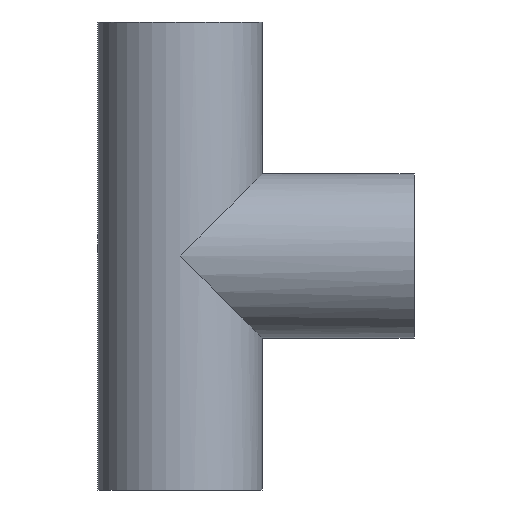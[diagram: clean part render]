
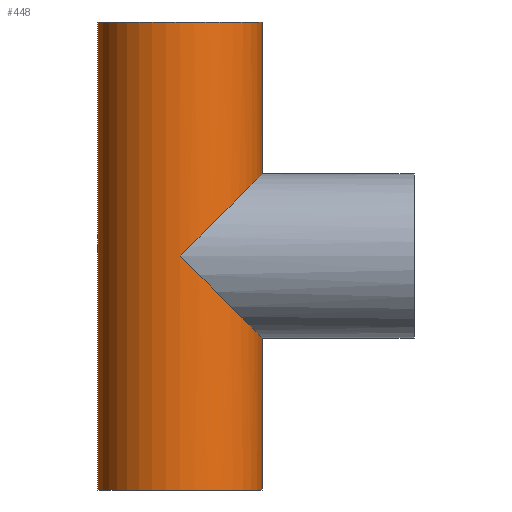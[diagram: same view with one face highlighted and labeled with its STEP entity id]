
A CAD part, front view. The second image highlights one B-rep face of the part: STEP entity #448.
In plain terms, the highlighted cylindrical face has radius 62.5 mm (diameter 125 mm), a partial arc.
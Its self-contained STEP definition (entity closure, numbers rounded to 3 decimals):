
#7 = DIRECTION ( 'NONE',  ( 0., 0., 1. ) ) ;
#9 = CARTESIAN_POINT ( 'NONE',  ( 0., -62.5, 0. ) ) ;
#13 = CARTESIAN_POINT ( 'NONE',  ( 62.5, -36.612, -62.5 ) ) ;
#19 = CARTESIAN_POINT ( 'NONE',  ( 36.612, -62.5, 36.612 ) ) ;
#24 = CYLINDRICAL_SURFACE ( 'NONE', #364, 62.5 ) ;
#28 = VERTEX_POINT ( 'NONE', #172 ) ;
#64 = CARTESIAN_POINT ( 'NONE',  ( 62.5, 0., 178. ) ) ;
#66 = EDGE_CURVE ( 'NONE', #387, #210, #437, .T. ) ;
#71 = CIRCLE ( 'NONE', #445, 62.5 ) ;
#73 = EDGE_CURVE ( 'NONE', #28, #201, #304, .T. ) ;
#74 = ORIENTED_EDGE ( 'NONE', *, *, #73, .F. ) ;
#75 = DIRECTION ( 'NONE',  ( 0., 0., -1. ) ) ;
#92 = CIRCLE ( 'NONE', #264, 62.5 ) ;
#93 = CARTESIAN_POINT ( 'NONE',  ( 0., 0., 178. ) ) ;
#124 = VECTOR ( 'NONE', #75, 1000. ) ;
#126 = EDGE_CURVE ( 'NONE', #211, #28, #372, .T. ) ;
#127 = DIRECTION ( 'NONE',  ( 0., 0., -1. ) ) ;
#141 = EDGE_LOOP ( 'NONE', ( #315, #450, #341, #207, #300, #156, #74 ) ) ;
#142 = VERTEX_POINT ( 'NONE', #178 ) ;
#155 = CARTESIAN_POINT ( 'NONE',  ( 62.5, 0., 62.5 ) ) ;
#156 = ORIENTED_EDGE ( 'NONE', *, *, #349, .F. ) ;
#159 = LINE ( 'NONE', #213, #258 ) ;
#160 = EDGE_CURVE ( 'NONE', #319, #210, #92, .T. ) ;
#161 = DIRECTION ( 'NONE',  ( -1., 0., 0. ) ) ;
#172 = CARTESIAN_POINT ( 'NONE',  ( 62.5, 0., 62.5 ) ) ;
#178 = CARTESIAN_POINT ( 'NONE',  ( -62.5, 0., 178. ) ) ;
#182 = DIRECTION ( 'NONE',  ( 0., 0., -1. ) ) ;
#189 = CARTESIAN_POINT ( 'NONE',  ( 36.612, -62.5, -36.612 ) ) ;
#201 = VERTEX_POINT ( 'NONE', #288 ) ;
#202 = VECTOR ( 'NONE', #182, 1000. ) ;
#205 = DIRECTION ( 'NONE',  ( 0., 0., 1. ) ) ;
#207 = ORIENTED_EDGE ( 'NONE', *, *, #160, .T. ) ;
#210 = VERTEX_POINT ( 'NONE', #389 ) ;
#211 = VERTEX_POINT ( 'NONE', #64 ) ;
#213 = CARTESIAN_POINT ( 'NONE',  ( -62.5, 0., 178. ) ) ;
#220 = DIRECTION ( 'NONE',  ( 0., 0., -1. ) ) ;
#231 = CARTESIAN_POINT ( 'NONE',  ( 0., 0., 178. ) ) ;
#258 = VECTOR ( 'NONE', #220, 1000. ) ;
#264 = AXIS2_PLACEMENT_3D ( 'NONE', #328, #7, #425 ) ;
#267 =( BOUNDED_CURVE ( )  B_SPLINE_CURVE ( 3, ( #9, #189, #13, #432 ),
 .UNSPECIFIED., .F., .F. ) 
 B_SPLINE_CURVE_WITH_KNOTS ( ( 4, 4 ),
 ( 4.712, 6.283 ),
 .UNSPECIFIED. ) 
 CURVE ( )  GEOMETRIC_REPRESENTATION_ITEM ( )  RATIONAL_B_SPLINE_CURVE ( ( 1., 0.805, 0.805, 1. ) ) 
 REPRESENTATION_ITEM ( '' )  );
#273 = FACE_OUTER_BOUND ( 'NONE', #141, .T. ) ;
#274 = EDGE_CURVE ( 'NONE', #142, #319, #159, .T. ) ;
#288 = CARTESIAN_POINT ( 'NONE',  ( 0., -62.5, 0. ) ) ;
#292 = CARTESIAN_POINT ( 'NONE',  ( 62.5, 0., -62.5 ) ) ;
#300 = ORIENTED_EDGE ( 'NONE', *, *, #66, .F. ) ;
#304 =( BOUNDED_CURVE ( )  B_SPLINE_CURVE ( 3, ( #155, #423, #19, #430 ),
 .UNSPECIFIED., .F., .F. ) 
 B_SPLINE_CURVE_WITH_KNOTS ( ( 4, 4 ),
 ( 3.142, 4.712 ),
 .UNSPECIFIED. ) 
 CURVE ( )  GEOMETRIC_REPRESENTATION_ITEM ( )  RATIONAL_B_SPLINE_CURVE ( ( 1., 0.805, 0.805, 1. ) ) 
 REPRESENTATION_ITEM ( '' )  );
#315 = ORIENTED_EDGE ( 'NONE', *, *, #126, .F. ) ;
#319 = VERTEX_POINT ( 'NONE', #371 ) ;
#328 = CARTESIAN_POINT ( 'NONE',  ( 0., 0., -178. ) ) ;
#341 = ORIENTED_EDGE ( 'NONE', *, *, #274, .T. ) ;
#346 = DIRECTION ( 'NONE',  ( 1., 0., 0. ) ) ;
#349 = EDGE_CURVE ( 'NONE', #201, #387, #267, .T. ) ;
#364 = AXIS2_PLACEMENT_3D ( 'NONE', #231, #127, #161 ) ;
#368 = CARTESIAN_POINT ( 'NONE',  ( 62.5, 0., 178. ) ) ;
#371 = CARTESIAN_POINT ( 'NONE',  ( -62.5, 0., -178. ) ) ;
#372 = LINE ( 'NONE', #399, #124 ) ;
#387 = VERTEX_POINT ( 'NONE', #292 ) ;
#389 = CARTESIAN_POINT ( 'NONE',  ( 62.5, 0., -178. ) ) ;
#399 = CARTESIAN_POINT ( 'NONE',  ( 62.5, 0., 178. ) ) ;
#423 = CARTESIAN_POINT ( 'NONE',  ( 62.5, -36.612, 62.5 ) ) ;
#425 = DIRECTION ( 'NONE',  ( 1., 0., 0. ) ) ;
#430 = CARTESIAN_POINT ( 'NONE',  ( 0., -62.5, 0. ) ) ;
#432 = CARTESIAN_POINT ( 'NONE',  ( 62.5, 0., -62.5 ) ) ;
#437 = LINE ( 'NONE', #368, #202 ) ;
#442 = EDGE_CURVE ( 'NONE', #142, #211, #71, .T. ) ;
#445 = AXIS2_PLACEMENT_3D ( 'NONE', #93, #205, #346 ) ;
#448 = ADVANCED_FACE ( 'NONE', ( #273 ), #24, .T. ) ;
#450 = ORIENTED_EDGE ( 'NONE', *, *, #442, .F. ) ;
